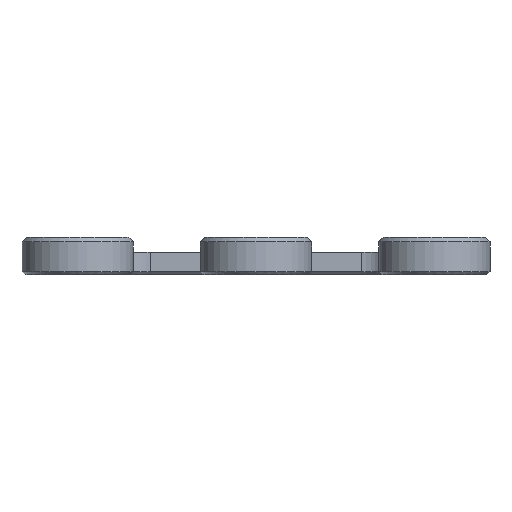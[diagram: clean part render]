
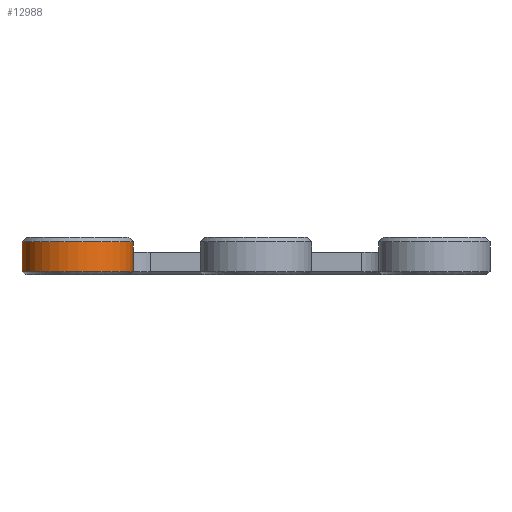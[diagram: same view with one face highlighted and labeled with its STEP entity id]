
A CAD part, front view. The second image highlights one B-rep face of the part: STEP entity #12988.
In plain terms, the highlighted cylindrical face has radius 7.5 mm (diameter 15 mm), a partial arc.
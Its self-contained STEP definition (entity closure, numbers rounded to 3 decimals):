
#2354 = CONICAL_SURFACE('',#2355,7.5,0.785);
#2355 = AXIS2_PLACEMENT_3D('',#2356,#2357,#2358);
#2356 = CARTESIAN_POINT('',(-44.,-44.,4.4));
#2357 = DIRECTION('',(0.,0.,1.));
#2358 = DIRECTION('',(-0.2,0.98,0.));
#7095 = VERTEX_POINT('',#7096);
#7096 = CARTESIAN_POINT('',(-45.5,-36.652,4.4));
#7138 = PLANE('',#7139);
#7139 = AXIS2_PLACEMENT_3D('',#7140,#7141,#7142);
#7140 = CARTESIAN_POINT('',(-45.5,-22.015,4.));
#7141 = DIRECTION('',(1.,0.,0.));
#7142 = DIRECTION('',(0.,-1.,0.));
#7190 = VERTEX_POINT('',#7191);
#7191 = CARTESIAN_POINT('',(-42.5,-36.652,4.4));
#7219 = EDGE_CURVE('',#7095,#7190,#7220,.T.);
#7220 = SURFACE_CURVE('',#7221,(#7226,#7233),.PCURVE_S1.);
#7221 = CIRCLE('',#7222,7.5);
#7222 = AXIS2_PLACEMENT_3D('',#7223,#7224,#7225);
#7223 = CARTESIAN_POINT('',(-44.,-44.,4.4));
#7224 = DIRECTION('',(0.,0.,1.));
#7225 = DIRECTION('',(-0.2,0.98,0.));
#7226 = PCURVE('',#2354,#7227);
#7227 = DEFINITIONAL_REPRESENTATION('',(#7228),#7232);
#7228 = LINE('',#7229,#7230);
#7229 = CARTESIAN_POINT('',(0.,0.));
#7230 = VECTOR('',#7231,1.);
#7231 = DIRECTION('',(1.,0.));
#7232 = ( GEOMETRIC_REPRESENTATION_CONTEXT(2) 
PARAMETRIC_REPRESENTATION_CONTEXT() REPRESENTATION_CONTEXT('2D SPACE',''
  ) );
#7233 = PCURVE('',#7234,#7239);
#7234 = CYLINDRICAL_SURFACE('',#7235,7.5);
#7235 = AXIS2_PLACEMENT_3D('',#7236,#7237,#7238);
#7236 = CARTESIAN_POINT('',(-44.,-44.,4.));
#7237 = DIRECTION('',(-0.,-0.,-1.));
#7238 = DIRECTION('',(1.,0.,0.));
#7239 = DEFINITIONAL_REPRESENTATION('',(#7240),#7244);
#7240 = LINE('',#7241,#7242);
#7241 = CARTESIAN_POINT('',(-1.772,-0.4));
#7242 = VECTOR('',#7243,1.);
#7243 = DIRECTION('',(-1.,0.));
#7244 = ( GEOMETRIC_REPRESENTATION_CONTEXT(2) 
PARAMETRIC_REPRESENTATION_CONTEXT() REPRESENTATION_CONTEXT('2D SPACE',''
  ) );
#7343 = PLANE('',#7344);
#7344 = AXIS2_PLACEMENT_3D('',#7345,#7346,#7347);
#7345 = CARTESIAN_POINT('',(-42.5,-33.333,4.));
#7346 = DIRECTION('',(1.,0.,0.));
#7347 = DIRECTION('',(0.,-1.,0.));
#12938 = EDGE_CURVE('',#7095,#12939,#12941,.T.);
#12939 = VERTEX_POINT('',#12940);
#12940 = CARTESIAN_POINT('',(-45.5,-36.652,7.));
#12941 = SURFACE_CURVE('',#12942,(#12946,#12953),.PCURVE_S1.);
#12942 = LINE('',#12943,#12944);
#12943 = CARTESIAN_POINT('',(-45.5,-36.652,4.));
#12944 = VECTOR('',#12945,1.);
#12945 = DIRECTION('',(0.,0.,1.));
#12946 = PCURVE('',#7138,#12947);
#12947 = DEFINITIONAL_REPRESENTATION('',(#12948),#12952);
#12948 = LINE('',#12949,#12950);
#12949 = CARTESIAN_POINT('',(14.636,0.));
#12950 = VECTOR('',#12951,1.);
#12951 = DIRECTION('',(0.,-1.));
#12952 = ( GEOMETRIC_REPRESENTATION_CONTEXT(2) 
PARAMETRIC_REPRESENTATION_CONTEXT() REPRESENTATION_CONTEXT('2D SPACE',''
  ) );
#12953 = PCURVE('',#7234,#12954);
#12954 = DEFINITIONAL_REPRESENTATION('',(#12955),#12959);
#12955 = LINE('',#12956,#12957);
#12956 = CARTESIAN_POINT('',(-1.772,0.));
#12957 = VECTOR('',#12958,1.);
#12958 = DIRECTION('',(-0.,-1.));
#12959 = ( GEOMETRIC_REPRESENTATION_CONTEXT(2) 
PARAMETRIC_REPRESENTATION_CONTEXT() REPRESENTATION_CONTEXT('2D SPACE',''
  ) );
#12988 = ADVANCED_FACE('',(#12989),#7234,.T.);
#12989 = FACE_BOUND('',#12990,.F.);
#12990 = EDGE_LOOP('',(#12991,#13014,#13015,#13016,#13044,#13073));
#12991 = ORIENTED_EDGE('',*,*,#12992,.F.);
#12992 = EDGE_CURVE('',#7190,#12993,#12995,.T.);
#12993 = VERTEX_POINT('',#12994);
#12994 = CARTESIAN_POINT('',(-42.5,-36.652,7.));
#12995 = SURFACE_CURVE('',#12996,(#13000,#13007),.PCURVE_S1.);
#12996 = LINE('',#12997,#12998);
#12997 = CARTESIAN_POINT('',(-42.5,-36.652,4.));
#12998 = VECTOR('',#12999,1.);
#12999 = DIRECTION('',(0.,0.,1.));
#13000 = PCURVE('',#7234,#13001);
#13001 = DEFINITIONAL_REPRESENTATION('',(#13002),#13006);
#13002 = LINE('',#13003,#13004);
#13003 = CARTESIAN_POINT('',(-7.653,0.));
#13004 = VECTOR('',#13005,1.);
#13005 = DIRECTION('',(-0.,-1.));
#13006 = ( GEOMETRIC_REPRESENTATION_CONTEXT(2) 
PARAMETRIC_REPRESENTATION_CONTEXT() REPRESENTATION_CONTEXT('2D SPACE',''
  ) );
#13007 = PCURVE('',#7343,#13008);
#13008 = DEFINITIONAL_REPRESENTATION('',(#13009),#13013);
#13009 = LINE('',#13010,#13011);
#13010 = CARTESIAN_POINT('',(3.319,0.));
#13011 = VECTOR('',#13012,1.);
#13012 = DIRECTION('',(0.,-1.));
#13013 = ( GEOMETRIC_REPRESENTATION_CONTEXT(2) 
PARAMETRIC_REPRESENTATION_CONTEXT() REPRESENTATION_CONTEXT('2D SPACE',''
  ) );
#13014 = ORIENTED_EDGE('',*,*,#7219,.F.);
#13015 = ORIENTED_EDGE('',*,*,#12938,.T.);
#13016 = ORIENTED_EDGE('',*,*,#13017,.T.);
#13017 = EDGE_CURVE('',#12939,#13018,#13020,.T.);
#13018 = VERTEX_POINT('',#13019);
#13019 = CARTESIAN_POINT('',(-45.5,-36.652,8.4));
#13020 = SURFACE_CURVE('',#13021,(#13025,#13032),.PCURVE_S1.);
#13021 = LINE('',#13022,#13023);
#13022 = CARTESIAN_POINT('',(-45.5,-36.652,4.));
#13023 = VECTOR('',#13024,1.);
#13024 = DIRECTION('',(0.,0.,1.));
#13025 = PCURVE('',#7234,#13026);
#13026 = DEFINITIONAL_REPRESENTATION('',(#13027),#13031);
#13027 = LINE('',#13028,#13029);
#13028 = CARTESIAN_POINT('',(-1.772,0.));
#13029 = VECTOR('',#13030,1.);
#13030 = DIRECTION('',(-0.,-1.));
#13031 = ( GEOMETRIC_REPRESENTATION_CONTEXT(2) 
PARAMETRIC_REPRESENTATION_CONTEXT() REPRESENTATION_CONTEXT('2D SPACE',''
  ) );
#13032 = PCURVE('',#13033,#13038);
#13033 = PLANE('',#13034);
#13034 = AXIS2_PLACEMENT_3D('',#13035,#13036,#13037);
#13035 = CARTESIAN_POINT('',(4980.,-36.652,7.));
#13036 = DIRECTION('',(0.,1.,0.));
#13037 = DIRECTION('',(0.,0.,1.));
#13038 = DEFINITIONAL_REPRESENTATION('',(#13039),#13043);
#13039 = LINE('',#13040,#13041);
#13040 = CARTESIAN_POINT('',(-3.,-5025.5));
#13041 = VECTOR('',#13042,1.);
#13042 = DIRECTION('',(1.,0.));
#13043 = ( GEOMETRIC_REPRESENTATION_CONTEXT(2) 
PARAMETRIC_REPRESENTATION_CONTEXT() REPRESENTATION_CONTEXT('2D SPACE',''
  ) );
#13044 = ORIENTED_EDGE('',*,*,#13045,.T.);
#13045 = EDGE_CURVE('',#13018,#13046,#13048,.T.);
#13046 = VERTEX_POINT('',#13047);
#13047 = CARTESIAN_POINT('',(-42.5,-36.652,8.4));
#13048 = SURFACE_CURVE('',#13049,(#13054,#13061),.PCURVE_S1.);
#13049 = CIRCLE('',#13050,7.5);
#13050 = AXIS2_PLACEMENT_3D('',#13051,#13052,#13053);
#13051 = CARTESIAN_POINT('',(-44.,-44.,8.4));
#13052 = DIRECTION('',(0.,0.,1.));
#13053 = DIRECTION('',(-0.436,0.9,0.));
#13054 = PCURVE('',#7234,#13055);
#13055 = DEFINITIONAL_REPRESENTATION('',(#13056),#13060);
#13056 = LINE('',#13057,#13058);
#13057 = CARTESIAN_POINT('',(-2.022,-4.4));
#13058 = VECTOR('',#13059,1.);
#13059 = DIRECTION('',(-1.,0.));
#13060 = ( GEOMETRIC_REPRESENTATION_CONTEXT(2) 
PARAMETRIC_REPRESENTATION_CONTEXT() REPRESENTATION_CONTEXT('2D SPACE',''
  ) );
#13061 = PCURVE('',#13062,#13067);
#13062 = CONICAL_SURFACE('',#13063,7.5,0.785);
#13063 = AXIS2_PLACEMENT_3D('',#13064,#13065,#13066);
#13064 = CARTESIAN_POINT('',(-44.,-44.,8.4));
#13065 = DIRECTION('',(-0.,-0.,-1.));
#13066 = DIRECTION('',(-0.436,0.9,0.));
#13067 = DEFINITIONAL_REPRESENTATION('',(#13068),#13072);
#13068 = LINE('',#13069,#13070);
#13069 = CARTESIAN_POINT('',(-0.,-0.));
#13070 = VECTOR('',#13071,1.);
#13071 = DIRECTION('',(-1.,-0.));
#13072 = ( GEOMETRIC_REPRESENTATION_CONTEXT(2) 
PARAMETRIC_REPRESENTATION_CONTEXT() REPRESENTATION_CONTEXT('2D SPACE',''
  ) );
#13073 = ORIENTED_EDGE('',*,*,#13074,.F.);
#13074 = EDGE_CURVE('',#12993,#13046,#13075,.T.);
#13075 = SURFACE_CURVE('',#13076,(#13080,#13087),.PCURVE_S1.);
#13076 = LINE('',#13077,#13078);
#13077 = CARTESIAN_POINT('',(-42.5,-36.652,4.));
#13078 = VECTOR('',#13079,1.);
#13079 = DIRECTION('',(0.,0.,1.));
#13080 = PCURVE('',#7234,#13081);
#13081 = DEFINITIONAL_REPRESENTATION('',(#13082),#13086);
#13082 = LINE('',#13083,#13084);
#13083 = CARTESIAN_POINT('',(-7.653,0.));
#13084 = VECTOR('',#13085,1.);
#13085 = DIRECTION('',(-0.,-1.));
#13086 = ( GEOMETRIC_REPRESENTATION_CONTEXT(2) 
PARAMETRIC_REPRESENTATION_CONTEXT() REPRESENTATION_CONTEXT('2D SPACE',''
  ) );
#13087 = PCURVE('',#13033,#13088);
#13088 = DEFINITIONAL_REPRESENTATION('',(#13089),#13093);
#13089 = LINE('',#13090,#13091);
#13090 = CARTESIAN_POINT('',(-3.,-5022.5));
#13091 = VECTOR('',#13092,1.);
#13092 = DIRECTION('',(1.,0.));
#13093 = ( GEOMETRIC_REPRESENTATION_CONTEXT(2) 
PARAMETRIC_REPRESENTATION_CONTEXT() REPRESENTATION_CONTEXT('2D SPACE',''
  ) );
